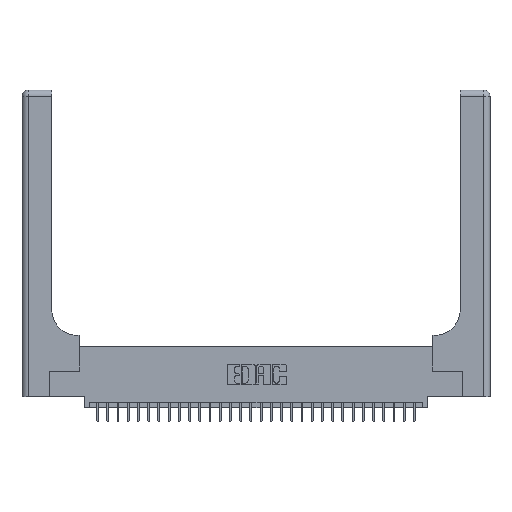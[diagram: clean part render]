
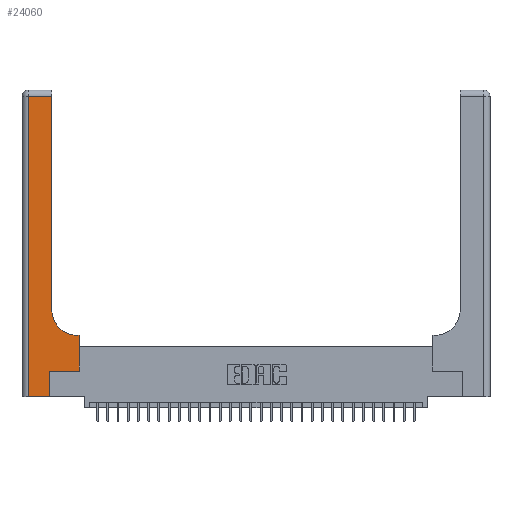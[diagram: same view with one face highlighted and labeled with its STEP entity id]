
A CAD part, top view. The second image highlights one B-rep face of the part: STEP entity #24060.
In plain terms, the highlighted planar face has unit normal (0, 0, 1).
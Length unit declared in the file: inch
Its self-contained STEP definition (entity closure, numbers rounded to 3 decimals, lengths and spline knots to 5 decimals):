
#254 = ORIENTED_EDGE ( 'NONE', *, *, #15360, .T. ) ;
#920 = CARTESIAN_POINT ( 'NONE',  ( 0.5415, 0.6, 0.37 ) ) ;
#1299 = DIRECTION ( 'NONE',  ( 0., 0., -1. ) ) ;
#1693 = EDGE_CURVE ( 'NONE', #5681, #21890, #14701, .T. ) ;
#1819 = CARTESIAN_POINT ( 'NONE',  ( 0.2915, 0.85, 0.37 ) ) ;
#2298 = VECTOR ( 'NONE', #18700, 39.37008 ) ;
#2516 = LINE ( 'NONE', #15420, #18903 ) ;
#3413 = DIRECTION ( 'NONE',  ( -1., 0., 0. ) ) ;
#3854 = DIRECTION ( 'NONE',  ( 0., 1., 0. ) ) ;
#4725 = EDGE_CURVE ( 'NONE', #28361, #22182, #28922, .T. ) ;
#4766 = CARTESIAN_POINT ( 'NONE',  ( 0.269, 0.25, 0.37 ) ) ;
#5353 = EDGE_LOOP ( 'NONE', ( #13009, #9584, #10264, #20221, #29037, #21797, #28725, #19044, #254 ) ) ;
#5681 = VERTEX_POINT ( 'NONE', #18041 ) ;
#5812 = VERTEX_POINT ( 'NONE', #31085 ) ;
#6717 = CARTESIAN_POINT ( 'NONE',  ( 0.06, 0., 0.37 ) ) ;
#7001 = AXIS2_PLACEMENT_3D ( 'NONE', #13574, #1299, #11146 ) ;
#7449 = DIRECTION ( 'NONE',  ( 0., -1., 0. ) ) ;
#7968 = CARTESIAN_POINT ( 'NONE',  ( 0.2915, 0.6, 0.37 ) ) ;
#8495 = CARTESIAN_POINT ( 'NONE',  ( 0.06, 2.94, 0.37 ) ) ;
#8608 = VECTOR ( 'NONE', #3854, 39.37008 ) ;
#9045 = EDGE_CURVE ( 'NONE', #31611, #5681, #26283, .T. ) ;
#9254 = CARTESIAN_POINT ( 'NONE',  ( 0., 0., 0.37 ) ) ;
#9584 = ORIENTED_EDGE ( 'NONE', *, *, #25399, .T. ) ;
#9816 = VECTOR ( 'NONE', #27667, 39.37008 ) ;
#9877 = CARTESIAN_POINT ( 'NONE',  ( 0.2915, 2.94, 0.37 ) ) ;
#10264 = ORIENTED_EDGE ( 'NONE', *, *, #4725, .T. ) ;
#11146 = DIRECTION ( 'NONE',  ( 1., 0., 0. ) ) ;
#12857 = DIRECTION ( 'NONE',  ( -1., 0., 0. ) ) ;
#13009 = ORIENTED_EDGE ( 'NONE', *, *, #14062, .T. ) ;
#13574 = CARTESIAN_POINT ( 'NONE',  ( 0.5415, 0.85, 0.37 ) ) ;
#14016 = CARTESIAN_POINT ( 'NONE',  ( 0.269, 0.25, 0.37 ) ) ;
#14062 = EDGE_CURVE ( 'NONE', #16219, #17716, #20948, .T. ) ;
#14701 = LINE ( 'NONE', #17127, #25090 ) ;
#14861 = CARTESIAN_POINT ( 'NONE',  ( 0.5585, 0.6, 0.37 ) ) ;
#15360 = EDGE_CURVE ( 'NONE', #28341, #16219, #22985, .T. ) ;
#15420 = CARTESIAN_POINT ( 'NONE',  ( 0., 2.94, 0.37 ) ) ;
#16133 = CARTESIAN_POINT ( 'NONE',  ( 0.269, 0., 0.37 ) ) ;
#16219 = VERTEX_POINT ( 'NONE', #1819 ) ;
#16798 = AXIS2_PLACEMENT_3D ( 'NONE', #17641, #22802, #3413 ) ;
#17127 = CARTESIAN_POINT ( 'NONE',  ( 0.5585, 0.25, 0.37 ) ) ;
#17641 = CARTESIAN_POINT ( 'NONE',  ( 0., 3., 0.37 ) ) ;
#17716 = VERTEX_POINT ( 'NONE', #9877 ) ;
#17746 = VECTOR ( 'NONE', #28778, 39.37008 ) ;
#18041 = CARTESIAN_POINT ( 'NONE',  ( 0.5585, 0.25, 0.37 ) ) ;
#18700 = DIRECTION ( 'NONE',  ( 0., 1., 0. ) ) ;
#18903 = VECTOR ( 'NONE', #12857, 39.37008 ) ;
#18943 = VECTOR ( 'NONE', #7449, 39.37008 ) ;
#19044 = ORIENTED_EDGE ( 'NONE', *, *, #31780, .T. ) ;
#20221 = ORIENTED_EDGE ( 'NONE', *, *, #22501, .T. ) ;
#20545 = FACE_OUTER_BOUND ( 'NONE', #5353, .T. ) ;
#20948 = LINE ( 'NONE', #30783, #2298 ) ;
#21797 = ORIENTED_EDGE ( 'NONE', *, *, #9045, .T. ) ;
#21890 = VERTEX_POINT ( 'NONE', #14861 ) ;
#21969 = CARTESIAN_POINT ( 'NONE',  ( 0.06, 3., 0.37 ) ) ;
#22182 = VERTEX_POINT ( 'NONE', #6717 ) ;
#22501 = EDGE_CURVE ( 'NONE', #22182, #5812, #28619, .T. ) ;
#22802 = DIRECTION ( 'NONE',  ( 0., 0., -1. ) ) ;
#22985 = CIRCLE ( 'NONE', #7001, 0.25 ) ;
#23841 = DIRECTION ( 'NONE',  ( 1., 0., 0. ) ) ;
#24060 = ADVANCED_FACE ( 'NONE', ( #20545 ), #27797, .F. ) ;
#25090 = VECTOR ( 'NONE', #29690, 39.37008 ) ;
#25399 = EDGE_CURVE ( 'NONE', #17716, #28361, #2516, .T. ) ;
#26283 = LINE ( 'NONE', #14016, #27930 ) ;
#27515 = LINE ( 'NONE', #7968, #9816 ) ;
#27667 = DIRECTION ( 'NONE',  ( -1., 0., 0. ) ) ;
#27797 = PLANE ( 'NONE',  #16798 ) ;
#27930 = VECTOR ( 'NONE', #23841, 39.37008 ) ;
#27991 = EDGE_CURVE ( 'NONE', #5812, #31611, #28388, .T. ) ;
#28341 = VERTEX_POINT ( 'NONE', #920 ) ;
#28361 = VERTEX_POINT ( 'NONE', #8495 ) ;
#28388 = LINE ( 'NONE', #16133, #8608 ) ;
#28619 = LINE ( 'NONE', #9254, #17746 ) ;
#28725 = ORIENTED_EDGE ( 'NONE', *, *, #1693, .T. ) ;
#28778 = DIRECTION ( 'NONE',  ( 1., 0., 0. ) ) ;
#28922 = LINE ( 'NONE', #21969, #18943 ) ;
#29037 = ORIENTED_EDGE ( 'NONE', *, *, #27991, .T. ) ;
#29690 = DIRECTION ( 'NONE',  ( 0., 1., 0. ) ) ;
#30783 = CARTESIAN_POINT ( 'NONE',  ( 0.2915, 3., 0.37 ) ) ;
#31085 = CARTESIAN_POINT ( 'NONE',  ( 0.269, 0., 0.37 ) ) ;
#31611 = VERTEX_POINT ( 'NONE', #4766 ) ;
#31780 = EDGE_CURVE ( 'NONE', #21890, #28341, #27515, .T. ) ;
